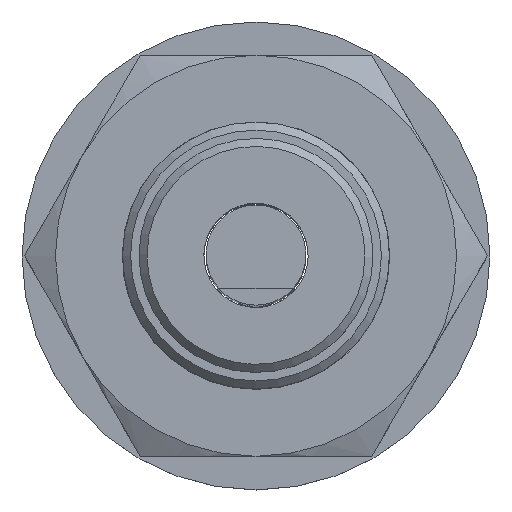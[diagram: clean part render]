
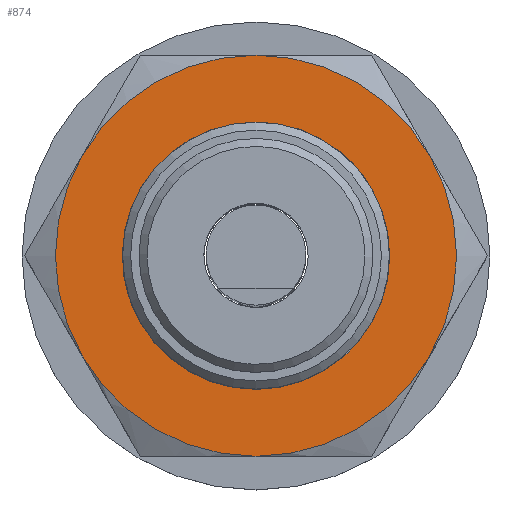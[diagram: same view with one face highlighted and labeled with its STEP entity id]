
A CAD part, top view. The second image highlights one B-rep face of the part: STEP entity #874.
In plain terms, the highlighted planar face has unit normal (0, 0, 1).
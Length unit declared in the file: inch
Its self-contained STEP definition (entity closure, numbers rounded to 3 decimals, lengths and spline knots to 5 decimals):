
#150=PLANE('',#987);
#177=FACE_BOUND('',#308,.T.);
#226=FACE_OUTER_BOUND('',#307,.T.);
#307=EDGE_LOOP('',(#727,#728,#729,#730,#731,#732));
#308=EDGE_LOOP('',(#733,#734,#735,#736));
#346=CIRCLE('',#965,0.75);
#348=CIRCLE('',#969,0.75);
#349=CIRCLE('',#971,0.75);
#358=CIRCLE('',#985,0.75);
#359=CIRCLE('',#988,0.75);
#360=CIRCLE('',#989,0.75);
#361=CIRCLE('',#990,0.5);
#362=CIRCLE('',#991,0.5);
#363=CIRCLE('',#992,0.5);
#364=CIRCLE('',#993,0.5);
#414=VERTEX_POINT('',#1460);
#418=VERTEX_POINT('',#1478);
#424=VERTEX_POINT('',#1501);
#426=VERTEX_POINT('',#1522);
#436=VERTEX_POINT('',#1562);
#439=VERTEX_POINT('',#1578);
#440=VERTEX_POINT('',#1581);
#441=VERTEX_POINT('',#1582);
#442=VERTEX_POINT('',#1584);
#443=VERTEX_POINT('',#1586);
#522=EDGE_CURVE('',#414,#424,#346,.T.);
#524=EDGE_CURVE('',#418,#414,#348,.T.);
#525=EDGE_CURVE('',#426,#418,#349,.T.);
#540=EDGE_CURVE('',#424,#436,#358,.T.);
#545=EDGE_CURVE('',#436,#439,#359,.T.);
#546=EDGE_CURVE('',#439,#426,#360,.T.);
#547=EDGE_CURVE('',#440,#441,#361,.T.);
#548=EDGE_CURVE('',#442,#440,#362,.T.);
#549=EDGE_CURVE('',#443,#442,#363,.T.);
#550=EDGE_CURVE('',#441,#443,#364,.T.);
#727=ORIENTED_EDGE('',*,*,#525,.T.);
#728=ORIENTED_EDGE('',*,*,#524,.T.);
#729=ORIENTED_EDGE('',*,*,#522,.T.);
#730=ORIENTED_EDGE('',*,*,#540,.T.);
#731=ORIENTED_EDGE('',*,*,#545,.T.);
#732=ORIENTED_EDGE('',*,*,#546,.T.);
#733=ORIENTED_EDGE('',*,*,#547,.F.);
#734=ORIENTED_EDGE('',*,*,#548,.F.);
#735=ORIENTED_EDGE('',*,*,#549,.F.);
#736=ORIENTED_EDGE('',*,*,#550,.F.);
#874=ADVANCED_FACE('',(#226,#177),#150,.T.);
#965=AXIS2_PLACEMENT_3D('',#1516,#1165,#1166);
#969=AXIS2_PLACEMENT_3D('',#1520,#1173,#1174);
#971=AXIS2_PLACEMENT_3D('',#1523,#1177,#1178);
#985=AXIS2_PLACEMENT_3D('',#1563,#1206,#1207);
#987=AXIS2_PLACEMENT_3D('',#1577,#1211,#1212);
#988=AXIS2_PLACEMENT_3D('',#1579,#1213,#1214);
#989=AXIS2_PLACEMENT_3D('',#1580,#1215,#1216);
#990=AXIS2_PLACEMENT_3D('',#1583,#1217,#1218);
#991=AXIS2_PLACEMENT_3D('',#1585,#1219,#1220);
#992=AXIS2_PLACEMENT_3D('',#1587,#1221,#1222);
#993=AXIS2_PLACEMENT_3D('',#1588,#1223,#1224);
#1165=DIRECTION('center_axis',(0.,0.,
1.));
#1166=DIRECTION('ref_axis',(0.5,-0.866,0.));
#1173=DIRECTION('center_axis',(0.,0.,
1.));
#1174=DIRECTION('ref_axis',(0.5,-0.866,0.));
#1177=DIRECTION('center_axis',(0.,0.,
1.));
#1178=DIRECTION('ref_axis',(0.5,-0.866,0.));
#1206=DIRECTION('center_axis',(0.,0.,
1.));
#1207=DIRECTION('ref_axis',(0.5,-0.866,0.));
#1211=DIRECTION('center_axis',(0.,0.,
1.));
#1212=DIRECTION('ref_axis',(0.5,-0.866,0.));
#1213=DIRECTION('center_axis',(0.,0.,
1.));
#1214=DIRECTION('ref_axis',(0.5,-0.866,0.));
#1215=DIRECTION('center_axis',(0.,0.,
1.));
#1216=DIRECTION('ref_axis',(0.5,-0.866,0.));
#1217=DIRECTION('center_axis',(0.,0.,
1.));
#1218=DIRECTION('ref_axis',(0.5,-0.866,0.));
#1219=DIRECTION('center_axis',(0.,0.,
1.));
#1220=DIRECTION('ref_axis',(0.5,-0.866,0.));
#1221=DIRECTION('center_axis',(0.,0.,
1.));
#1222=DIRECTION('ref_axis',(0.5,-0.866,0.));
#1223=DIRECTION('center_axis',(0.,0.,
1.));
#1224=DIRECTION('ref_axis',(0.5,-0.866,0.));
#1460=CARTESIAN_POINT('',(0.64952,-0.375,1.52188));
#1478=CARTESIAN_POINT('',(0.,-0.75,1.52188));
#1501=CARTESIAN_POINT('',(0.64952,0.375,1.52188));
#1516=CARTESIAN_POINT('Origin',(0.,0.,
1.52188));
#1520=CARTESIAN_POINT('Origin',(0.,0.,
1.52188));
#1522=CARTESIAN_POINT('',(-0.64952,-0.375,1.52188));
#1523=CARTESIAN_POINT('Origin',(0.,0.,
1.52188));
#1562=CARTESIAN_POINT('',(0.,0.75,1.52188));
#1563=CARTESIAN_POINT('Origin',(0.,0.,
1.52188));
#1577=CARTESIAN_POINT('Origin',(0.86603,0.,
1.52188));
#1578=CARTESIAN_POINT('',(-0.64952,0.375,1.52188));
#1579=CARTESIAN_POINT('Origin',(0.,0.,
1.52188));
#1580=CARTESIAN_POINT('Origin',(0.,0.,
1.52188));
#1581=CARTESIAN_POINT('',(0.43427,0.24781,1.52188));
#1582=CARTESIAN_POINT('',(0.31416,0.38898,1.52188));
#1583=CARTESIAN_POINT('Origin',(0.,0.,
1.52188));
#1584=CARTESIAN_POINT('',(-0.43174,-0.25219,1.52188));
#1585=CARTESIAN_POINT('Origin',(0.,0.,
1.52188));
#1586=CARTESIAN_POINT('',(-0.49394,-0.07758,1.52188));
#1587=CARTESIAN_POINT('Origin',(0.,0.,
1.52188));
#1588=CARTESIAN_POINT('Origin',(0.,0.,
1.52188));
